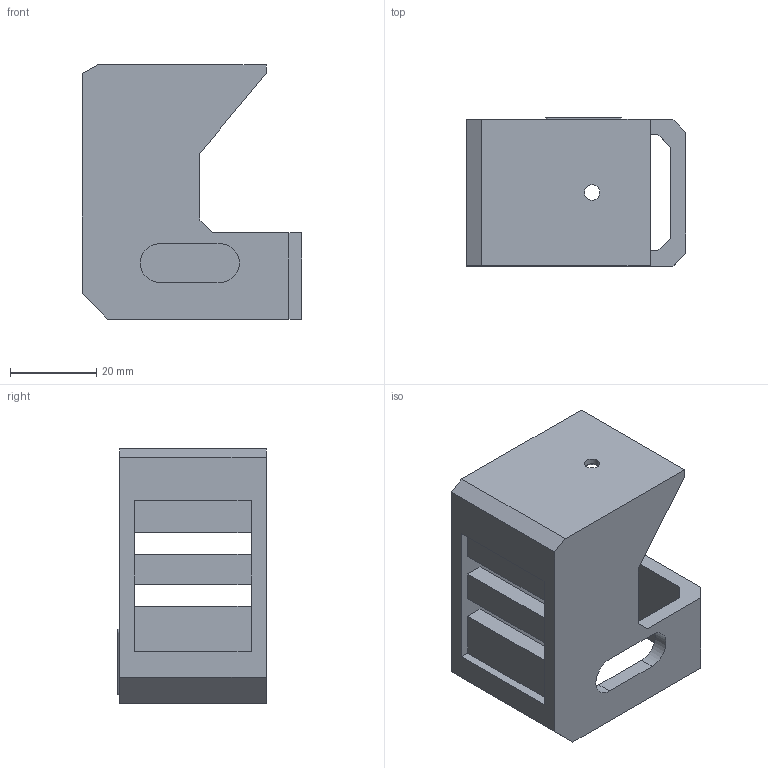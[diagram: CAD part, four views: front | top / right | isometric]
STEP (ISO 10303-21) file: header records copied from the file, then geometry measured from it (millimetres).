
FILE_DESCRIPTION (( 'STEP AP214' ), '1' );
FILE_NAME ('Extruder.STEP', '2023-12-23T00:17:20', ( '' ), ( '' ), 'SwSTEP 2.0', 'SolidWorks 2022', '' );
FILE_SCHEMA (( 'AUTOMOTIVE_DESIGN' ));
Length unit declared in the file: millimetre
Products named in the file (1): Extruder
Bounding box: 51 x 34.4 x 59 mm (x, y, z)
Volume: 27292.8 mm3; surface area: 16277.9 mm2
Topology: 1 solids, 1 shells, 80 faces, 218 edges, 144 vertices
Faces by surface type: plane 64, cylinder 8, bspline 6, cone 2
Entity records: 2722 total; most frequent: CARTESIAN_POINT 665, ORIENTED_EDGE 436, DIRECTION 374, EDGE_CURVE 218, VECTOR 188, LINE 188, VERTEX_POINT 144, EDGE_LOOP 94
